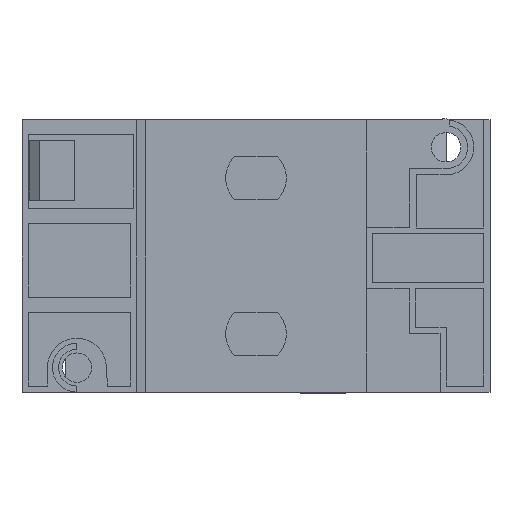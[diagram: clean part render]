
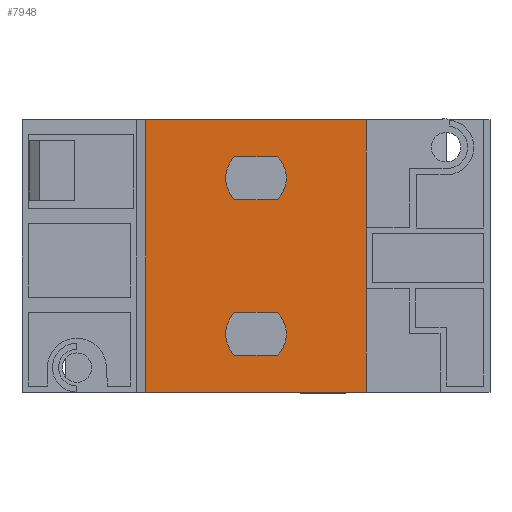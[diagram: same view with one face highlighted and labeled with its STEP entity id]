
A CAD part, left-side view. The second image highlights one B-rep face of the part: STEP entity #7948.
In plain terms, the highlighted planar face has unit normal (-1, 0, 0).
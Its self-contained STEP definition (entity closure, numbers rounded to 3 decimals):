
#402 = ORIENTED_EDGE ( 'NONE', *, *, #3596, .F. ) ;
#418 = DIRECTION ( 'NONE',  ( 0., 0., 1. ) ) ;
#485 = VECTOR ( 'NONE', #1200, 1000. ) ;
#699 = CARTESIAN_POINT ( 'NONE',  ( -35.576, 0., 12.7 ) ) ;
#1115 = ORIENTED_EDGE ( 'NONE', *, *, #13093, .F. ) ;
#1135 = CARTESIAN_POINT ( 'NONE',  ( -35.576, -3.5, -9.2 ) ) ;
#1200 = DIRECTION ( 'NONE',  ( 0., 1., 0. ) ) ;
#1530 = CARTESIAN_POINT ( 'NONE',  ( -35.576, 18., 22.2 ) ) ;
#1677 = CARTESIAN_POINT ( 'NONE',  ( -35.576, -3.5, 16.2 ) ) ;
#1684 = CARTESIAN_POINT ( 'NONE',  ( -35.576, 0., -12.7 ) ) ;
#2109 = LINE ( 'NONE', #20623, #4571 ) ;
#2176 = LINE ( 'NONE', #1530, #5204 ) ;
#2472 = EDGE_CURVE ( 'NONE', #15020, #12587, #17511, .T. ) ;
#2948 = AXIS2_PLACEMENT_3D ( 'NONE', #3686, #9204, #11040 ) ;
#3395 = EDGE_CURVE ( 'NONE', #14823, #8697, #5712, .T. ) ;
#3431 = VERTEX_POINT ( 'NONE', #19224 ) ;
#3480 = CIRCLE ( 'NONE', #11418, 4.95 ) ;
#3516 = CARTESIAN_POINT ( 'NONE',  ( -35.576, 0., -12.7 ) ) ;
#3596 = EDGE_CURVE ( 'NONE', #8961, #12635, #3480, .T. ) ;
#3686 = CARTESIAN_POINT ( 'NONE',  ( -35.576, 0., 12.7 ) ) ;
#4571 = VECTOR ( 'NONE', #9608, 1000. ) ;
#4716 = ORIENTED_EDGE ( 'NONE', *, *, #15941, .F. ) ;
#4776 = DIRECTION ( 'NONE',  ( 0., 1., 0. ) ) ;
#5204 = VECTOR ( 'NONE', #12203, 1000. ) ;
#5216 = DIRECTION ( 'NONE',  ( -1., 0., 0. ) ) ;
#5307 = VERTEX_POINT ( 'NONE', #16978 ) ;
#5308 = ORIENTED_EDGE ( 'NONE', *, *, #15172, .F. ) ;
#5325 = VECTOR ( 'NONE', #4776, 1000. ) ;
#5529 = EDGE_CURVE ( 'NONE', #19519, #22188, #20082, .T. ) ;
#5547 = CARTESIAN_POINT ( 'NONE',  ( -35.576, 0., -12.7 ) ) ;
#5559 = CARTESIAN_POINT ( 'NONE',  ( -35.576, 3.5, 9.2 ) ) ;
#5712 = LINE ( 'NONE', #22900, #19718 ) ;
#5752 = CARTESIAN_POINT ( 'NONE',  ( -35.576, 0., 12.7 ) ) ;
#6053 = VERTEX_POINT ( 'NONE', #16123 ) ;
#6922 = CIRCLE ( 'NONE', #23106, 4.95 ) ;
#6997 = LINE ( 'NONE', #1135, #5325 ) ;
#7155 = DIRECTION ( 'NONE',  ( 0., -1., 0. ) ) ;
#7277 = EDGE_CURVE ( 'NONE', #20730, #14823, #8531, .T. ) ;
#7416 = DIRECTION ( 'NONE',  ( 0., -1., 0. ) ) ;
#7937 = CARTESIAN_POINT ( 'NONE',  ( -35.576, -4.95, 12.7 ) ) ;
#7948 = ADVANCED_FACE ( 'NONE', ( #14412, #21394, #8786 ), #18641, .T. ) ;
#7977 = DIRECTION ( 'NONE',  ( -1., 0., 0. ) ) ;
#8031 = EDGE_LOOP ( 'NONE', ( #16829, #402, #5308, #9445, #12917 ) ) ;
#8057 = LINE ( 'NONE', #8683, #18191 ) ;
#8388 = LINE ( 'NONE', #10625, #12035 ) ;
#8508 = CARTESIAN_POINT ( 'NONE',  ( -35.576, -4.95, -12.7 ) ) ;
#8531 = CIRCLE ( 'NONE', #2948, 4.95 ) ;
#8551 = EDGE_CURVE ( 'NONE', #5307, #13233, #2109, .T. ) ;
#8671 = CARTESIAN_POINT ( 'NONE',  ( -35.576, -18., -22.2 ) ) ;
#8683 = CARTESIAN_POINT ( 'NONE',  ( -35.576, 3.5, -16.2 ) ) ;
#8697 = VERTEX_POINT ( 'NONE', #10877 ) ;
#8743 = AXIS2_PLACEMENT_3D ( 'NONE', #5547, #12602, #7416 ) ;
#8786 = FACE_OUTER_BOUND ( 'NONE', #12936, .T. ) ;
#8961 = VERTEX_POINT ( 'NONE', #7937 ) ;
#9204 = DIRECTION ( 'NONE',  ( -1., 0., 0. ) ) ;
#9445 = ORIENTED_EDGE ( 'NONE', *, *, #3395, .F. ) ;
#9513 = ORIENTED_EDGE ( 'NONE', *, *, #5529, .F. ) ;
#9519 = EDGE_LOOP ( 'NONE', ( #16984, #4716, #1115, #16510, #9513 ) ) ;
#9608 = DIRECTION ( 'NONE',  ( 0., -1., 0. ) ) ;
#9749 = AXIS2_PLACEMENT_3D ( 'NONE', #3516, #5216, #7155 ) ;
#9950 = CARTESIAN_POINT ( 'NONE',  ( -35.576, -3.5, 16.2 ) ) ;
#10191 = VECTOR ( 'NONE', #12139, 1000. ) ;
#10263 = AXIS2_PLACEMENT_3D ( 'NONE', #14989, #22015, #16917 ) ;
#10625 = CARTESIAN_POINT ( 'NONE',  ( -35.576, -18., -22.2 ) ) ;
#10857 = DIRECTION ( 'NONE',  ( -1., 0., 0. ) ) ;
#10877 = CARTESIAN_POINT ( 'NONE',  ( -35.576, -3.5, 9.2 ) ) ;
#11040 = DIRECTION ( 'NONE',  ( 0., -1., 0. ) ) ;
#11083 = CARTESIAN_POINT ( 'NONE',  ( -35.576, -18., 22.2 ) ) ;
#11418 = AXIS2_PLACEMENT_3D ( 'NONE', #5752, #10857, #18000 ) ;
#12035 = VECTOR ( 'NONE', #418, 1000. ) ;
#12139 = DIRECTION ( 'NONE',  ( 0., 1., 0. ) ) ;
#12203 = DIRECTION ( 'NONE',  ( 0., 0., -1. ) ) ;
#12230 = CARTESIAN_POINT ( 'NONE',  ( -35.576, -3.5, -16.2 ) ) ;
#12289 = DIRECTION ( 'NONE',  ( -1., 0., 0. ) ) ;
#12587 = VERTEX_POINT ( 'NONE', #17315 ) ;
#12602 = DIRECTION ( 'NONE',  ( -1., 0., 0. ) ) ;
#12635 = VERTEX_POINT ( 'NONE', #9950 ) ;
#12917 = ORIENTED_EDGE ( 'NONE', *, *, #7277, .F. ) ;
#12936 = EDGE_LOOP ( 'NONE', ( #16778, #20700, #21073, #18220 ) ) ;
#13057 = CIRCLE ( 'NONE', #9749, 4.95 ) ;
#13093 = EDGE_CURVE ( 'NONE', #6053, #3431, #6997, .T. ) ;
#13170 = EDGE_CURVE ( 'NONE', #22188, #6053, #22124, .T. ) ;
#13233 = VERTEX_POINT ( 'NONE', #8671 ) ;
#13744 = CARTESIAN_POINT ( 'NONE',  ( -35.576, -18., 22.2 ) ) ;
#13928 = DIRECTION ( 'NONE',  ( 0., -1., 0. ) ) ;
#14287 = VERTEX_POINT ( 'NONE', #22968 ) ;
#14412 = FACE_BOUND ( 'NONE', #9519, .T. ) ;
#14614 = EDGE_CURVE ( 'NONE', #14287, #19519, #8057, .T. ) ;
#14823 = VERTEX_POINT ( 'NONE', #5559 ) ;
#14989 = CARTESIAN_POINT ( 'NONE',  ( -35.576, 18., -22.2 ) ) ;
#15020 = VERTEX_POINT ( 'NONE', #11083 ) ;
#15172 = EDGE_CURVE ( 'NONE', #8697, #8961, #6922, .T. ) ;
#15941 = EDGE_CURVE ( 'NONE', #3431, #14287, #13057, .T. ) ;
#16123 = CARTESIAN_POINT ( 'NONE',  ( -35.576, -3.5, -9.2 ) ) ;
#16510 = ORIENTED_EDGE ( 'NONE', *, *, #13170, .F. ) ;
#16778 = ORIENTED_EDGE ( 'NONE', *, *, #18190, .T. ) ;
#16829 = ORIENTED_EDGE ( 'NONE', *, *, #19082, .F. ) ;
#16917 = DIRECTION ( 'NONE',  ( 0., -1., 0. ) ) ;
#16978 = CARTESIAN_POINT ( 'NONE',  ( -35.576, 18., -22.2 ) ) ;
#16984 = ORIENTED_EDGE ( 'NONE', *, *, #14614, .F. ) ;
#17315 = CARTESIAN_POINT ( 'NONE',  ( -35.576, 18., 22.2 ) ) ;
#17511 = LINE ( 'NONE', #13744, #485 ) ;
#18000 = DIRECTION ( 'NONE',  ( 0., -1., 0. ) ) ;
#18190 = EDGE_CURVE ( 'NONE', #12587, #5307, #2176, .T. ) ;
#18191 = VECTOR ( 'NONE', #13928, 1000. ) ;
#18220 = ORIENTED_EDGE ( 'NONE', *, *, #2472, .T. ) ;
#18584 = DIRECTION ( 'NONE',  ( 0., -1., 0. ) ) ;
#18641 = PLANE ( 'NONE',  #10263 ) ;
#18995 = DIRECTION ( 'NONE',  ( 0., -1., 0. ) ) ;
#19082 = EDGE_CURVE ( 'NONE', #12635, #20730, #21401, .T. ) ;
#19224 = CARTESIAN_POINT ( 'NONE',  ( -35.576, 3.5, -9.2 ) ) ;
#19519 = VERTEX_POINT ( 'NONE', #12230 ) ;
#19718 = VECTOR ( 'NONE', #18995, 1000. ) ;
#20082 = CIRCLE ( 'NONE', #8743, 4.95 ) ;
#20513 = AXIS2_PLACEMENT_3D ( 'NONE', #1684, #12289, #22923 ) ;
#20623 = CARTESIAN_POINT ( 'NONE',  ( -35.576, 18., -22.2 ) ) ;
#20700 = ORIENTED_EDGE ( 'NONE', *, *, #8551, .T. ) ;
#20730 = VERTEX_POINT ( 'NONE', #21801 ) ;
#21073 = ORIENTED_EDGE ( 'NONE', *, *, #22355, .T. ) ;
#21394 = FACE_BOUND ( 'NONE', #8031, .T. ) ;
#21401 = LINE ( 'NONE', #1677, #10191 ) ;
#21801 = CARTESIAN_POINT ( 'NONE',  ( -35.576, 3.5, 16.2 ) ) ;
#22015 = DIRECTION ( 'NONE',  ( -1., 0., 0. ) ) ;
#22124 = CIRCLE ( 'NONE', #20513, 4.95 ) ;
#22188 = VERTEX_POINT ( 'NONE', #8508 ) ;
#22355 = EDGE_CURVE ( 'NONE', #13233, #15020, #8388, .T. ) ;
#22900 = CARTESIAN_POINT ( 'NONE',  ( -35.576, 3.5, 9.2 ) ) ;
#22923 = DIRECTION ( 'NONE',  ( 0., -1., 0. ) ) ;
#22968 = CARTESIAN_POINT ( 'NONE',  ( -35.576, 3.5, -16.2 ) ) ;
#23106 = AXIS2_PLACEMENT_3D ( 'NONE', #699, #7977, #18584 ) ;
